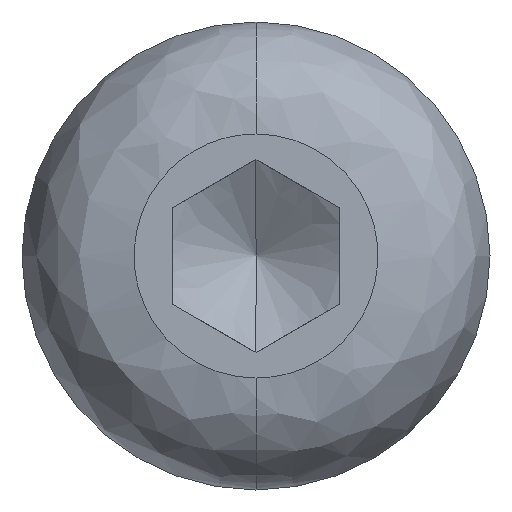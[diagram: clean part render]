
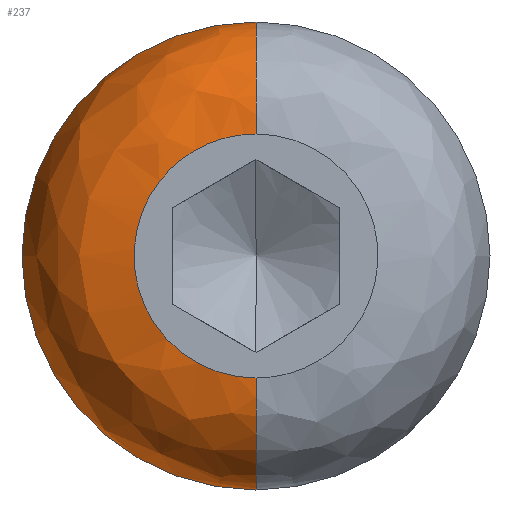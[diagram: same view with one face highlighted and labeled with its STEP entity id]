
A CAD part, left-side view. The second image highlights one B-rep face of the part: STEP entity #237.
In plain terms, the highlighted free-form (B-spline) face has degree [3, 3] with [4, 4] control points.
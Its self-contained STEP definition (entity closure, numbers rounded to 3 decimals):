
#4 = EDGE_CURVE ( 'NONE', #617, #26, #299, .T. ) ;
#10 = FACE_OUTER_BOUND ( 'NONE', #346, .T. ) ;
#22 = CARTESIAN_POINT ( 'NONE',  ( -1.05, 0., 7. ) ) ;
#26 = VERTEX_POINT ( 'NONE', #74 ) ;
#27 = CARTESIAN_POINT ( 'NONE',  ( -3.012, 14., -7. ) ) ;
#67 = CARTESIAN_POINT ( 'NONE',  ( -1.05, 0., -3.65 ) ) ;
#73 = ORIENTED_EDGE ( 'NONE', *, *, #224, .F. ) ;
#74 = CARTESIAN_POINT ( 'NONE',  ( -1.05, 0., -7. ) ) ;
#79 = CARTESIAN_POINT ( 'NONE',  ( -4.4, 0., -5.612 ) ) ;
#84 = CARTESIAN_POINT ( 'NONE',  ( -1.05, 0., -7. ) ) ;
#100 = CARTESIAN_POINT ( 'NONE',  ( -4.4, 0., 3.65 ) ) ;
#154 = CARTESIAN_POINT ( 'NONE',  ( -4.4, 11.225, -5.612 ) ) ;
#173 = AXIS2_PLACEMENT_3D ( 'NONE', #662, #718, #657 ) ;
#185 = CIRCLE ( 'NONE', #333, 7. ) ;
#202 = CARTESIAN_POINT ( 'NONE',  ( -3.012, 0., -7. ) ) ;
#206 = CARTESIAN_POINT ( 'NONE',  ( -3.012, 0., 7. ) ) ;
#224 = EDGE_CURVE ( 'NONE', #26, #570, #185, .T. ) ;
#237 = ADVANCED_FACE ( 'NONE', ( #10 ), #506, .T. ) ;
#264 = AXIS2_PLACEMENT_3D ( 'NONE', #67, #300, #360 ) ;
#270 = CARTESIAN_POINT ( 'NONE',  ( -4.4, 7.3, 3.65 ) ) ;
#298 = EDGE_CURVE ( 'NONE', #617, #365, #318, .T. ) ;
#299 = CIRCLE ( 'NONE', #264, 3.35 ) ;
#300 = DIRECTION ( 'NONE',  ( 0., -1., 0. ) ) ;
#302 = CARTESIAN_POINT ( 'NONE',  ( -4.4, 0., -3.65 ) ) ;
#309 = CARTESIAN_POINT ( 'NONE',  ( -4.4, 0., 3.65 ) ) ;
#313 = CARTESIAN_POINT ( 'NONE',  ( -1.05, 0., 7. ) ) ;
#318 =( BOUNDED_CURVE ( )  B_SPLINE_CURVE ( 3, ( #454, #457, #270, #100 ),
 .UNSPECIFIED., .F., .T. ) 
 B_SPLINE_CURVE_WITH_KNOTS ( ( 4, 4 ),
 ( 0.75, 1.25 ),
 .UNSPECIFIED. ) 
 CURVE ( )  GEOMETRIC_REPRESENTATION_ITEM ( )  RATIONAL_B_SPLINE_CURVE ( ( 1., 0.333, 0.333, 1. ) ) 
 REPRESENTATION_ITEM ( '' )  );
#325 = CIRCLE ( 'NONE', #173, 3.35 ) ;
#333 = AXIS2_PLACEMENT_3D ( 'NONE', #434, #580, #692 ) ;
#346 = EDGE_LOOP ( 'NONE', ( #656, #439, #73, #478 ) ) ;
#360 = DIRECTION ( 'NONE',  ( 0., 0., -1. ) ) ;
#365 = VERTEX_POINT ( 'NONE', #309 ) ;
#430 = CARTESIAN_POINT ( 'NONE',  ( -4.4, 7.3, 3.65 ) ) ;
#434 = CARTESIAN_POINT ( 'NONE',  ( -1.05, 0., 0. ) ) ;
#439 = ORIENTED_EDGE ( 'NONE', *, *, #599, .T. ) ;
#454 = CARTESIAN_POINT ( 'NONE',  ( -4.4, 0., -3.65 ) ) ;
#457 = CARTESIAN_POINT ( 'NONE',  ( -4.4, 7.3, -3.65 ) ) ;
#478 = ORIENTED_EDGE ( 'NONE', *, *, #4, .F. ) ;
#506 =( BOUNDED_SURFACE ( )  B_SPLINE_SURFACE ( 3, 3, ( 
 ( #764, #430, #761, #302 ),
 ( #509, #769, #154, #79 ),
 ( #206, #568, #27, #202 ),
 ( #22, #577, #574, #84 ) ),
 .UNSPECIFIED., .F., .F., .T. ) 
 B_SPLINE_SURFACE_WITH_KNOTS ( ( 4, 4 ),
 ( 4, 4 ),
 ( 0., 1. ),
 ( 0., 1. ),
 .UNSPECIFIED. ) 
 GEOMETRIC_REPRESENTATION_ITEM ( )  RATIONAL_B_SPLINE_SURFACE ( (
 ( 1., 0.333, 0.333, 1.),
 ( 0.805, 0.268, 0.268, 0.805),
 ( 0.805, 0.268, 0.268, 0.805),
 ( 1., 0.333, 0.333, 1.) ) ) 
 REPRESENTATION_ITEM ( '' )  SURFACE ( )  );
#509 = CARTESIAN_POINT ( 'NONE',  ( -4.4, 0., 5.612 ) ) ;
#568 = CARTESIAN_POINT ( 'NONE',  ( -3.012, 14., 7. ) ) ;
#570 = VERTEX_POINT ( 'NONE', #313 ) ;
#574 = CARTESIAN_POINT ( 'NONE',  ( -1.05, 14., -7. ) ) ;
#577 = CARTESIAN_POINT ( 'NONE',  ( -1.05, 14., 7. ) ) ;
#580 = DIRECTION ( 'NONE',  ( 1., 0., 0. ) ) ;
#599 = EDGE_CURVE ( 'NONE', #365, #570, #325, .T. ) ;
#617 = VERTEX_POINT ( 'NONE', #707 ) ;
#656 = ORIENTED_EDGE ( 'NONE', *, *, #298, .T. ) ;
#657 = DIRECTION ( 'NONE',  ( 0., 0., 1. ) ) ;
#662 = CARTESIAN_POINT ( 'NONE',  ( -1.05, 0., 3.65 ) ) ;
#692 = DIRECTION ( 'NONE',  ( 0., 0., 1. ) ) ;
#707 = CARTESIAN_POINT ( 'NONE',  ( -4.4, 0., -3.65 ) ) ;
#718 = DIRECTION ( 'NONE',  ( 0., 1., 0. ) ) ;
#761 = CARTESIAN_POINT ( 'NONE',  ( -4.4, 7.3, -3.65 ) ) ;
#764 = CARTESIAN_POINT ( 'NONE',  ( -4.4, 0., 3.65 ) ) ;
#769 = CARTESIAN_POINT ( 'NONE',  ( -4.4, 11.225, 5.612 ) ) ;
